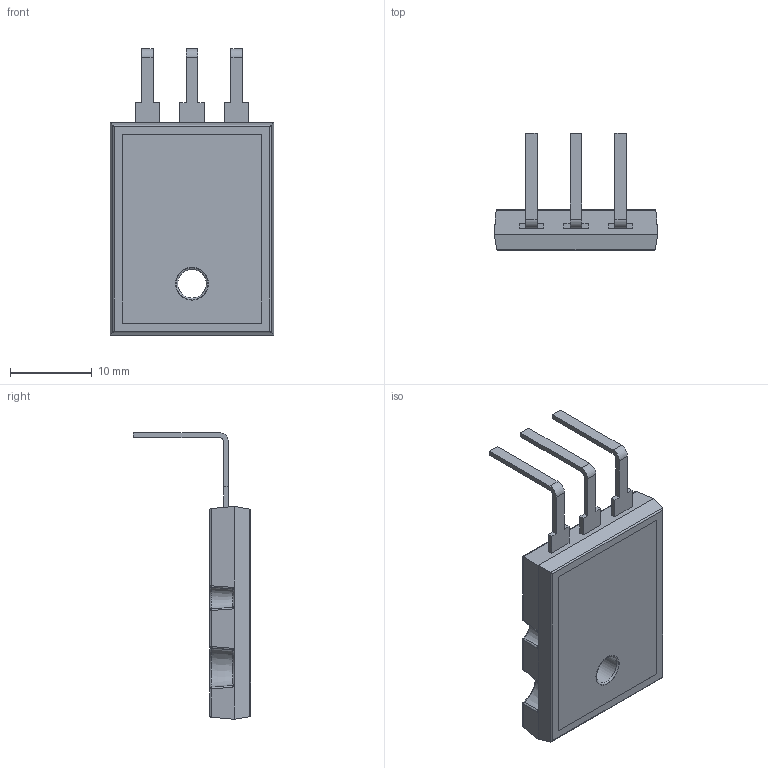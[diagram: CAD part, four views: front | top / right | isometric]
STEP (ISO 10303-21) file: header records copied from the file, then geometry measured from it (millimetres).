
FILE_DESCRIPTION(/* description */ (''),/* implementation_level */ '2;1');
FILE_NAME(/* name */ 'TO-264-3-HM.stp',/* time_stamp */ '2015-03-18T00:53:59+02:00',/* author */ ('Venci'),/* organization */ (''),/* preprocessor_version */ 'ST-DEVELOPER v15.6',/* originating_system */ 'Autodesk Inventor 2015',/* authorisation */ '');
FILE_SCHEMA (('AUTOMOTIVE_DESIGN { 1 0 10303 214 3 1 1 }'));
Length unit declared in the file: millimetre
Products named in the file (1): TO-264-3-HM
Bounding box: 20 x 14.3 x 35.01 mm (x, y, z)
Volume: 2468.4 mm3; surface area: 1750.4 mm2
Topology: 1 solids, 1 shells, 151 faces, 361 edges, 223 vertices
Faces by surface type: plane 77, bspline 30, cylinder 22, torus 10, sphere 8, cone 4
Full cylindrical faces by diameter (mm): 2.5 x1, 2.9 x1, 3.5 x1, 4 x1
Entity records: 4969 total; most frequent: CARTESIAN_POINT 1480, ORIENTED_EDGE 708, DIRECTION 608, EDGE_CURVE 354, VERTEX_POINT 222, LINE 208, VECTOR 208, AXIS2_PLACEMENT_3D 200
